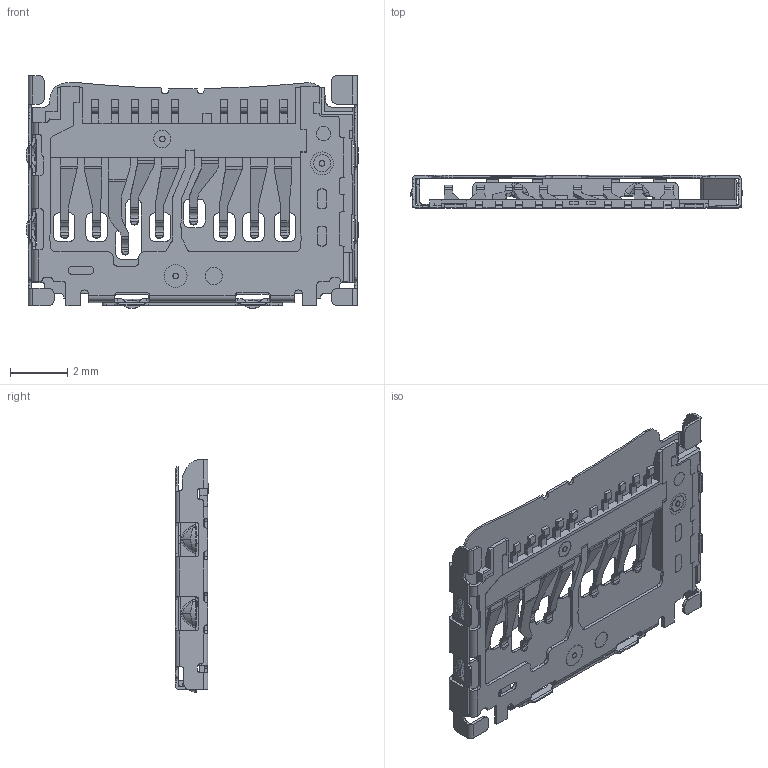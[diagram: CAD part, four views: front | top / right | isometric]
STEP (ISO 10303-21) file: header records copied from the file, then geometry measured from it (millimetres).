
FILE_DESCRIPTION (( 'STEP AP214' ), '1' );
FILE_NAME ('MEM2085-00-115-00-A_revA.STEP', '2022-12-20T08:59:15', ( '' ), ( '' ), 'SwSTEP 2.0', 'SolidWorks 2021', '' );
FILE_SCHEMA (( 'AUTOMOTIVE_DESIGN' ));
Length unit declared in the file: millimetre
Products named in the file (4): shell; Part2^MEM2085-00-115-00-A_revA; MEM2085-00-115-00-A_revA; hsg_1
Assembly tree (3 placements, depth 2):
  MEM2085-00-115-00-A_revA
    hsg_1
    shell
    Part2^MEM2085-00-115-00-A_revA
Bounding box: 11.63 x 1.18 x 8.16 mm (x, y, z)
Volume: 26 mm3; surface area: 411.2 mm2
Topology: 3 solids, 3 shells, 1265 faces, 3692 edges, 2414 vertices
Faces by surface type: plane 647, cylinder 544, bspline 74
Entity records: 47037 total; most frequent: CARTESIAN_POINT 8850, ORIENTED_EDGE 7376, DIRECTION 7047, EDGE_CURVE 3688, LINE 2427, VECTOR 2427, VERTEX_POINT 2414, AXIS2_PLACEMENT_3D 2310
